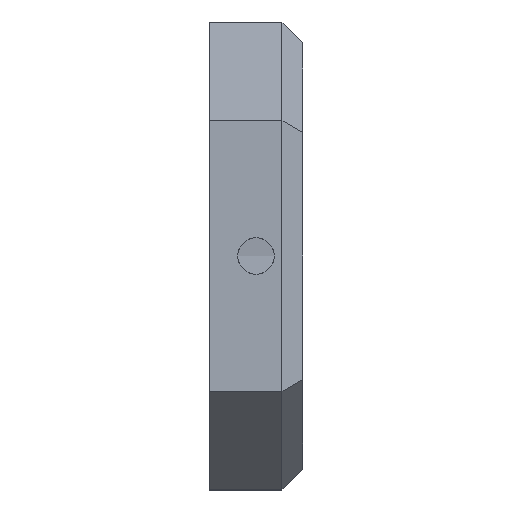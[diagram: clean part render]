
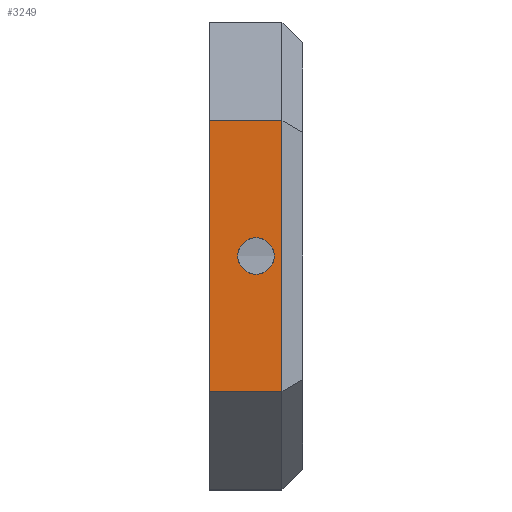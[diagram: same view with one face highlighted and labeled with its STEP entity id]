
A CAD part, left-side view. The second image highlights one B-rep face of the part: STEP entity #3249.
In plain terms, the highlighted planar face has unit normal (-1, 0, 0).
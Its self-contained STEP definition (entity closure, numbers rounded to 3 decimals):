
#172 = VERTEX_POINT ( 'NONE', #1541 ) ;
#215 = EDGE_LOOP ( 'NONE', ( #299, #465, #3137, #623 ) ) ;
#299 = ORIENTED_EDGE ( 'NONE', *, *, #3155, .T. ) ;
#465 = ORIENTED_EDGE ( 'NONE', *, *, #1628, .T. ) ;
#472 = CARTESIAN_POINT ( 'NONE',  ( -130.567, 2., -13.029 ) ) ;
#623 = ORIENTED_EDGE ( 'NONE', *, *, #1812, .F. ) ;
#653 = DIRECTION ( 'NONE',  ( 0., -1., 0. ) ) ;
#752 = CARTESIAN_POINT ( 'NONE',  ( -130.567, 2., 13.029 ) ) ;
#892 = VECTOR ( 'NONE', #2323, 1000. ) ;
#1201 = CARTESIAN_POINT ( 'NONE',  ( -130.567, 4.5, -1.75 ) ) ;
#1270 = VECTOR ( 'NONE', #2792, 1000. ) ;
#1327 = AXIS2_PLACEMENT_3D ( 'NONE', #1527, #3668, #2772 ) ;
#1363 = VERTEX_POINT ( 'NONE', #2737 ) ;
#1388 = CARTESIAN_POINT ( 'NONE',  ( -130.567, 9., -13.029 ) ) ;
#1425 = VERTEX_POINT ( 'NONE', #1201 ) ;
#1525 = EDGE_CURVE ( 'NONE', #1363, #3752, #2509, .T. ) ;
#1527 = CARTESIAN_POINT ( 'NONE',  ( -130.567, 4.5, 0. ) ) ;
#1541 = CARTESIAN_POINT ( 'NONE',  ( -130.567, 4.5, 1.75 ) ) ;
#1609 = AXIS2_PLACEMENT_3D ( 'NONE', #1642, #2868, #2219 ) ;
#1628 = EDGE_CURVE ( 'NONE', #1914, #3752, #2020, .T. ) ;
#1642 = CARTESIAN_POINT ( 'NONE',  ( -130.567, 9., 0. ) ) ;
#1774 = CARTESIAN_POINT ( 'NONE',  ( -130.567, 9., 0. ) ) ;
#1796 = DIRECTION ( 'NONE',  ( 0., 0., 1. ) ) ;
#1804 = EDGE_CURVE ( 'NONE', #172, #1425, #2704, .T. ) ;
#1812 = EDGE_CURVE ( 'NONE', #3467, #1363, #2385, .T. ) ;
#1914 = VERTEX_POINT ( 'NONE', #472 ) ;
#1926 = VECTOR ( 'NONE', #653, 1000. ) ;
#1970 = CARTESIAN_POINT ( 'NONE',  ( -130.567, 4.5, 0. ) ) ;
#2017 = EDGE_LOOP ( 'NONE', ( #2329, #2949 ) ) ;
#2020 = LINE ( 'NONE', #3912, #892 ) ;
#2156 = EDGE_CURVE ( 'NONE', #1425, #172, #2381, .T. ) ;
#2188 = VECTOR ( 'NONE', #1796, 1000. ) ;
#2219 = DIRECTION ( 'NONE',  ( 0., 0., -1. ) ) ;
#2323 = DIRECTION ( 'NONE',  ( 0., 0., 1. ) ) ;
#2329 = ORIENTED_EDGE ( 'NONE', *, *, #1804, .F. ) ;
#2381 = CIRCLE ( 'NONE', #2571, 1.75 ) ;
#2385 = LINE ( 'NONE', #1774, #2188 ) ;
#2509 = LINE ( 'NONE', #3461, #1926 ) ;
#2568 = DIRECTION ( 'NONE',  ( -1., 0., 0. ) ) ;
#2571 = AXIS2_PLACEMENT_3D ( 'NONE', #1970, #2568, #3507 ) ;
#2704 = CIRCLE ( 'NONE', #1327, 1.75 ) ;
#2737 = CARTESIAN_POINT ( 'NONE',  ( -130.567, 9., 13.029 ) ) ;
#2772 = DIRECTION ( 'NONE',  ( 0., 0., 1. ) ) ;
#2792 = DIRECTION ( 'NONE',  ( 0., -1., 0. ) ) ;
#2868 = DIRECTION ( 'NONE',  ( 1., 0., 0. ) ) ;
#2949 = ORIENTED_EDGE ( 'NONE', *, *, #2156, .F. ) ;
#3137 = ORIENTED_EDGE ( 'NONE', *, *, #1525, .F. ) ;
#3155 = EDGE_CURVE ( 'NONE', #3467, #1914, #3642, .T. ) ;
#3181 = FACE_OUTER_BOUND ( 'NONE', #215, .T. ) ;
#3198 = FACE_BOUND ( 'NONE', #2017, .T. ) ;
#3249 = ADVANCED_FACE ( 'NONE', ( #3198, #3181 ), #3763, .F. ) ;
#3461 = CARTESIAN_POINT ( 'NONE',  ( -130.567, 9., 13.029 ) ) ;
#3467 = VERTEX_POINT ( 'NONE', #1388 ) ;
#3507 = DIRECTION ( 'NONE',  ( 0., 0., 1. ) ) ;
#3642 = LINE ( 'NONE', #4011, #1270 ) ;
#3668 = DIRECTION ( 'NONE',  ( -1., 0., 0. ) ) ;
#3752 = VERTEX_POINT ( 'NONE', #752 ) ;
#3763 = PLANE ( 'NONE',  #1609 ) ;
#3912 = CARTESIAN_POINT ( 'NONE',  ( -130.567, 2., 0. ) ) ;
#4011 = CARTESIAN_POINT ( 'NONE',  ( -130.567, 9., -13.029 ) ) ;
